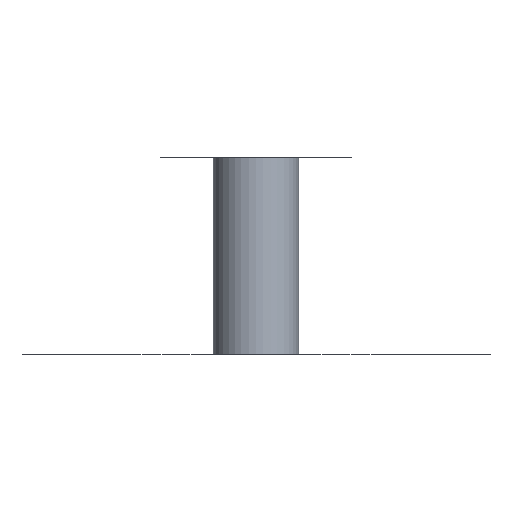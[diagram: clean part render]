
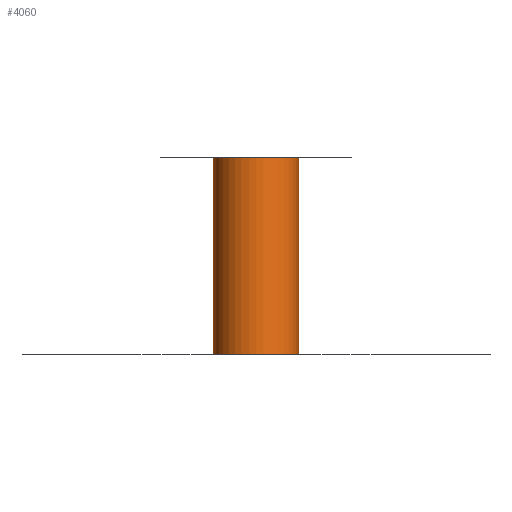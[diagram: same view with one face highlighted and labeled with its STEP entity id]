
A CAD part, front view. The second image highlights one B-rep face of the part: STEP entity #4060.
In plain terms, the highlighted cylindrical face has radius 5.405 mm (diameter 10.811 mm), a partial arc.
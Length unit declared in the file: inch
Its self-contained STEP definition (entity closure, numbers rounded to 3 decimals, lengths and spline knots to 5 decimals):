
#110 = EDGE_CURVE ( 'NONE', #328, #305, #563, .T. ) ;
#116 = LINE ( 'NONE', #1798, #4665 ) ;
#280 = EDGE_CURVE ( 'NONE', #5387, #4573, #5142, .T. ) ;
#305 = VERTEX_POINT ( 'NONE', #3953 ) ;
#328 = VERTEX_POINT ( 'NONE', #5376 ) ;
#563 = CIRCLE ( 'NONE', #4349, 0.21281 ) ;
#698 = EDGE_CURVE ( 'NONE', #305, #4573, #3078, .T. ) ;
#742 = EDGE_LOOP ( 'NONE', ( #4301, #2504, #1060, #3995 ) ) ;
#1056 = DIRECTION ( 'NONE',  ( -1., 0., 0. ) ) ;
#1060 = ORIENTED_EDGE ( 'NONE', *, *, #5411, .T. ) ;
#1744 = FACE_OUTER_BOUND ( 'NONE', #742, .T. ) ;
#1798 = CARTESIAN_POINT ( 'NONE',  ( -0.03554, 0.69783, 1.4356 ) ) ;
#1982 = AXIS2_PLACEMENT_3D ( 'NONE', #2631, #4749, #3435 ) ;
#2136 = DIRECTION ( 'NONE',  ( 0., 0., 1. ) ) ;
#2164 = DIRECTION ( 'NONE',  ( 1., 0., 0. ) ) ;
#2504 = ORIENTED_EDGE ( 'NONE', *, *, #110, .F. ) ;
#2631 = CARTESIAN_POINT ( 'NONE',  ( 0.17727, 0.69783, 1.4356 ) ) ;
#2694 = DIRECTION ( 'NONE',  ( 0., 0., 1. ) ) ;
#3078 = LINE ( 'NONE', #4748, #4379 ) ;
#3079 = CYLINDRICAL_SURFACE ( 'NONE', #1982, 0.21281 ) ;
#3080 = DIRECTION ( 'NONE',  ( 0., 0., -1. ) ) ;
#3223 = AXIS2_PLACEMENT_3D ( 'NONE', #4313, #2694, #1056 ) ;
#3435 = DIRECTION ( 'NONE',  ( -1., 0., 0. ) ) ;
#3953 = CARTESIAN_POINT ( 'NONE',  ( 0.39008, 0.69783, 0.85182 ) ) ;
#3995 = ORIENTED_EDGE ( 'NONE', *, *, #280, .T. ) ;
#4060 = ADVANCED_FACE ( 'NONE', ( #1744 ), #3079, .T. ) ;
#4231 = CARTESIAN_POINT ( 'NONE',  ( 0.17727, 0.69783, 0.85182 ) ) ;
#4301 = ORIENTED_EDGE ( 'NONE', *, *, #698, .F. ) ;
#4313 = CARTESIAN_POINT ( 'NONE',  ( 0.17727, 0.69783, -0.13243 ) ) ;
#4349 = AXIS2_PLACEMENT_3D ( 'NONE', #4231, #2136, #2164 ) ;
#4363 = DIRECTION ( 'NONE',  ( 0., 0., -1. ) ) ;
#4379 = VECTOR ( 'NONE', #4363, 39.37008 ) ;
#4573 = VERTEX_POINT ( 'NONE', #4828 ) ;
#4665 = VECTOR ( 'NONE', #3080, 39.37008 ) ;
#4748 = CARTESIAN_POINT ( 'NONE',  ( 0.39008, 0.69783, 1.4356 ) ) ;
#4749 = DIRECTION ( 'NONE',  ( 0., 0., -1. ) ) ;
#4828 = CARTESIAN_POINT ( 'NONE',  ( 0.39008, 0.69783, -0.13243 ) ) ;
#5142 = CIRCLE ( 'NONE', #3223, 0.21281 ) ;
#5212 = CARTESIAN_POINT ( 'NONE',  ( -0.03554, 0.69783, -0.13243 ) ) ;
#5376 = CARTESIAN_POINT ( 'NONE',  ( -0.03554, 0.69783, 0.85182 ) ) ;
#5387 = VERTEX_POINT ( 'NONE', #5212 ) ;
#5411 = EDGE_CURVE ( 'NONE', #328, #5387, #116, .T. ) ;
